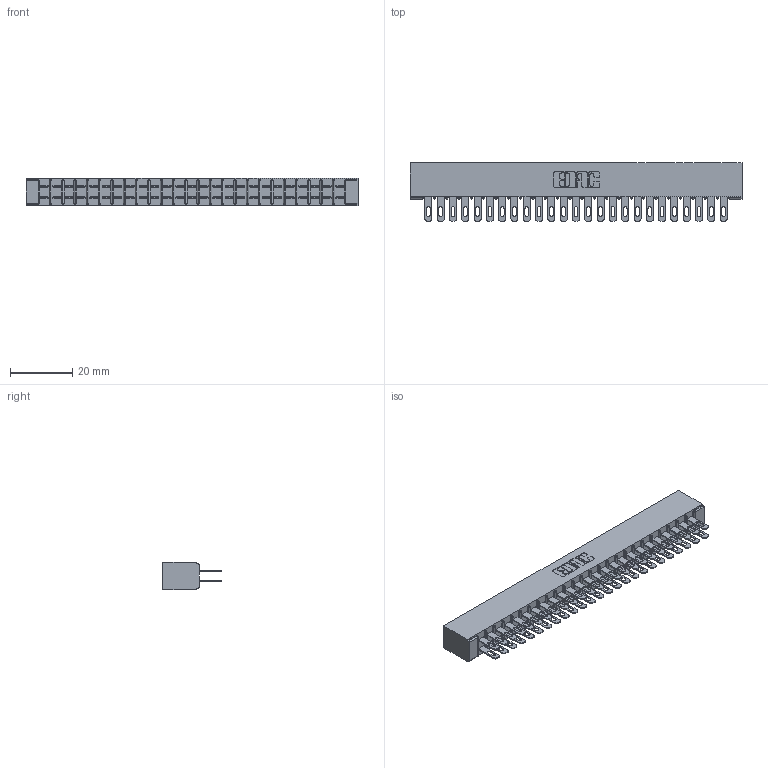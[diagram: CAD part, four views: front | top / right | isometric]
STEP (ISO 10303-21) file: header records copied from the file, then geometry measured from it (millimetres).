
FILE_DESCRIPTION (( 'STEP AP203' ), '1' );
FILE_NAME ('305-050-500-201.STEP', '2019-09-09T21:28:07', ( '' ), ( '' ), 'SwSTEP 2.0', 'SolidWorks 2016', '' );
FILE_SCHEMA (( 'CONFIG_CONTROL_DESIGN' ));
Length unit declared in the file: inch
Products named in the file (3): 305-050-500-201; 305 Part_No Mounting; 305-290-001_500
Assembly tree (51 placements, depth 2):
  305-050-500-201
    305 Part_No Mounting
    305-290-001_500  x50
Bounding box: 106.93 x 18.85 x 8.71 mm (x, y, z)
Volume: 7043.1 mm3; surface area: 14933.3 mm2
Topology: 51 solids, 51 shells, 2608 faces, 7467 edges, 4842 vertices
Faces by surface type: plane 1464, cylinder 1044, sphere 100
Entity records: 28882 total; most frequent: CARTESIAN_POINT 4777, ORIENTED_EDGE 4738, DIRECTION 4635, EDGE_CURVE 2369, LINE 1899, VECTOR 1899, VERTEX_POINT 1510, AXIS2_PLACEMENT_3D 1368
